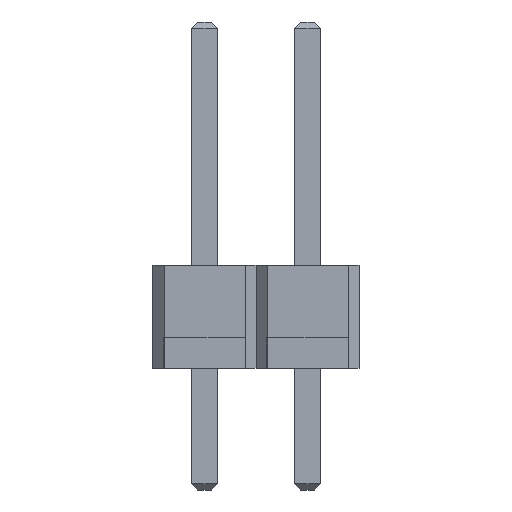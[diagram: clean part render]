
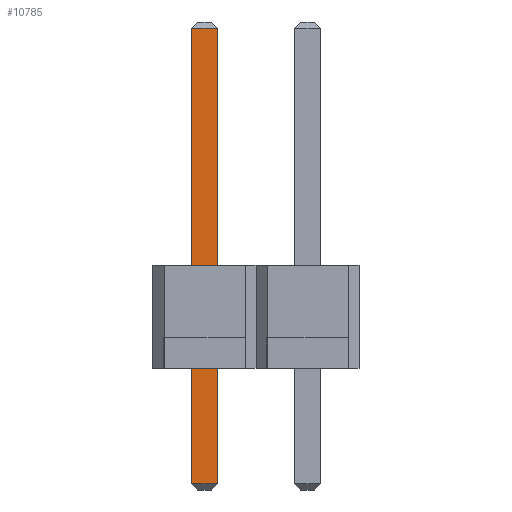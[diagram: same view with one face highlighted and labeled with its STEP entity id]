
A CAD part, front view. The second image highlights one B-rep face of the part: STEP entity #10785.
In plain terms, the highlighted planar face has unit normal (0, -1, 0).
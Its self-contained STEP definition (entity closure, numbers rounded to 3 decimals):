
#185=FACE_OUTER_BOUND('',#848,.T.);
#848=EDGE_LOOP('',(#7201,#7202,#7203,#7204));
#1589=LINE('',#15087,#3109);
#1596=LINE('',#15100,#3116);
#1605=LINE('',#15118,#3125);
#1608=LINE('',#15123,#3128);
#3109=VECTOR('',#12228,10.);
#3116=VECTOR('',#12241,10.);
#3125=VECTOR('',#12258,10.);
#3128=VECTOR('',#12265,10.);
#4606=VERTEX_POINT('',#15070);
#4611=VERTEX_POINT('',#15081);
#4615=VERTEX_POINT('',#15099);
#4620=VERTEX_POINT('',#15113);
#5589=EDGE_CURVE('',#4606,#4611,#1589,.T.);
#5596=EDGE_CURVE('',#4615,#4611,#1596,.T.);
#5605=EDGE_CURVE('',#4615,#4620,#1605,.T.);
#5608=EDGE_CURVE('',#4606,#4620,#1608,.T.);
#7201=ORIENTED_EDGE('',*,*,#5589,.F.);
#7202=ORIENTED_EDGE('',*,*,#5608,.T.);
#7203=ORIENTED_EDGE('',*,*,#5605,.F.);
#7204=ORIENTED_EDGE('',*,*,#5596,.T.);
#10125=PLANE('',#11498);
#10785=ADVANCED_FACE('',(#185),#10125,.T.);
#11498=AXIS2_PLACEMENT_3D('',#15125,#12268,#12269);
#12228=DIRECTION('',(-1.,0.,0.));
#12241=DIRECTION('',(0.,0.,-1.));
#12258=DIRECTION('',(1.,0.,0.));
#12265=DIRECTION('',(0.,0.,1.));
#12268=DIRECTION('center_axis',(0.,-1.,0.));
#12269=DIRECTION('ref_axis',(0.,0.,-1.));
#15070=CARTESIAN_POINT('',(-0.95,-11.75,-2.85));
#15081=CARTESIAN_POINT('',(-1.59,-11.75,-2.85));
#15087=CARTESIAN_POINT('',(-1.11,-11.75,-2.85));
#15099=CARTESIAN_POINT('',(-1.59,-11.75,8.39));
#15100=CARTESIAN_POINT('',(-1.59,-11.75,-3.));
#15113=CARTESIAN_POINT('',(-0.95,-11.75,8.39));
#15118=CARTESIAN_POINT('',(-1.43,-11.75,8.39));
#15123=CARTESIAN_POINT('',(-0.95,-11.75,8.54));
#15125=CARTESIAN_POINT('Origin',(-1.27,-11.75,2.77));
